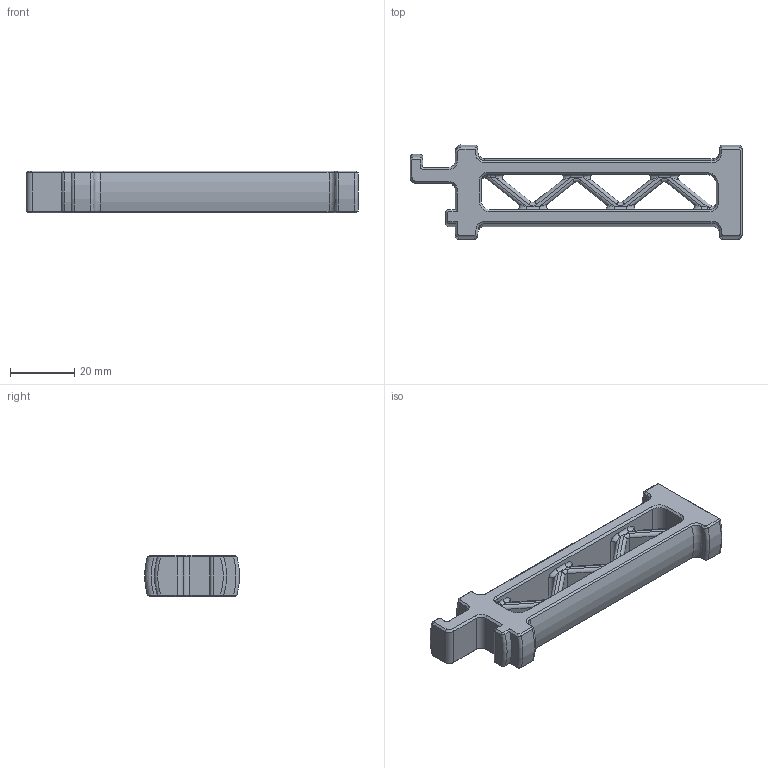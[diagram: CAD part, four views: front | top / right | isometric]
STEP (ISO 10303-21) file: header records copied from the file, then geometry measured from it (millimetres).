
FILE_DESCRIPTION(/* description */ ('STEP AP242','CAx-IF Rec.Pracs.---Representation and Presentation of Product Manufacturing Information (PMI)---4.0---2014-10-13','CAx-IF Rec.Pracs.---3D Tessellated Geometry---0.4---2014-09-14','2;1'),/* implementation_level */ '2;1');
FILE_NAME(/* name */ '6666e9215b04a43d5087831b',/* time_stamp */ '2024-06-10T11:53:06Z',/* author */ (''),/* organization */ (''),/* preprocessor_version */ 'ST-DEVELOPER v20',/* originating_system */ ' ',/* authorisation */ ' ');
FILE_SCHEMA (('AP242_MANAGED_MODEL_BASED_3D_ENGINEERING_MIM_LF { 1 0 10303 442 1 1 4 }'));
Length unit declared in the file: metre
Products named in the file (1): Part 1
Bounding box: 103.05 x 29.3 x 13 mm (x, y, z)
Volume: 17565.5 mm3; surface area: 9544.8 mm2
Topology: 1 solids, 1 shells, 275 faces, 655 edges, 369 vertices
Faces by surface type: plane 101, cylinder 59, bspline 54, cone 36, torus 25
Full cylindrical faces by diameter (mm): 4.2 x1
Entity records: 10607 total; most frequent: CARTESIAN_POINT 4668, ORIENTED_EDGE 1288, DIRECTION 1149, EDGE_CURVE 644, AXIS2_PLACEMENT_3D 423, VERTEX_POINT 368, LINE 303, VECTOR 303
